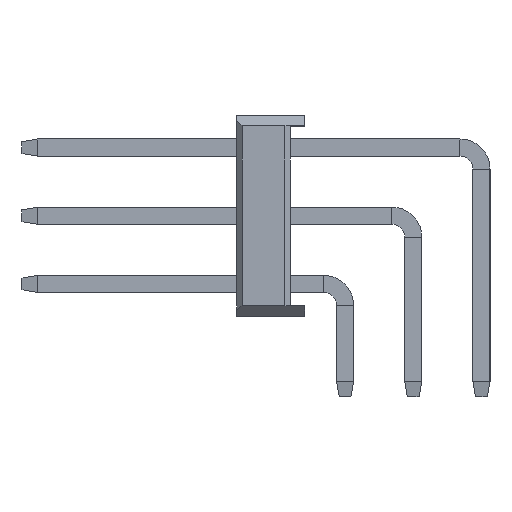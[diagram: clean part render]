
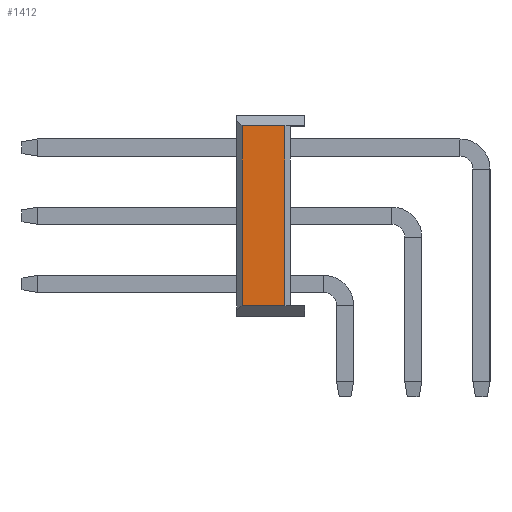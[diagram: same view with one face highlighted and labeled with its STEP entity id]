
A CAD part, left-side view. The second image highlights one B-rep face of the part: STEP entity #1412.
In plain terms, the highlighted planar face has unit normal (-1, 0, 0).
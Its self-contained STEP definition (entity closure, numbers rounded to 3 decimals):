
#252 = VERTEX_POINT ( 'NONE', #24237 ) ;
#928 = AXIS2_PLACEMENT_3D ( 'NONE', #14887, #22407, #9245 ) ;
#1412 = ADVANCED_FACE ( 'NONE', ( #3652 ), #5427, .F. ) ;
#1593 = CARTESIAN_POINT ( 'NONE',  ( -1.27, 0.74, -3.35 ) ) ;
#1983 = CARTESIAN_POINT ( 'NONE',  ( -1.27, 2.34, 3.35 ) ) ;
#2091 = VERTEX_POINT ( 'NONE', #10632 ) ;
#2487 = CARTESIAN_POINT ( 'NONE',  ( -1.27, 2.34, -3.35 ) ) ;
#3652 = FACE_OUTER_BOUND ( 'NONE', #16953, .T. ) ;
#4401 = DIRECTION ( 'NONE',  ( 0., 0., -1. ) ) ;
#4854 = LINE ( 'NONE', #4859, #24406 ) ;
#4859 = CARTESIAN_POINT ( 'NONE',  ( -1.27, 2.54, -3.35 ) ) ;
#4996 = CARTESIAN_POINT ( 'NONE',  ( -1.27, 0.74, 3.35 ) ) ;
#5427 = PLANE ( 'NONE',  #928 ) ;
#6916 = DIRECTION ( 'NONE',  ( 0., 0., -1. ) ) ;
#7818 = ORIENTED_EDGE ( 'NONE', *, *, #13747, .F. ) ;
#9245 = DIRECTION ( 'NONE',  ( 0., 0., -1. ) ) ;
#10188 = ORIENTED_EDGE ( 'NONE', *, *, #19349, .T. ) ;
#10632 = CARTESIAN_POINT ( 'NONE',  ( -1.27, 0.74, 3.35 ) ) ;
#12151 = VERTEX_POINT ( 'NONE', #1593 ) ;
#12514 = VECTOR ( 'NONE', #6916, 1000. ) ;
#13747 = EDGE_CURVE ( 'NONE', #2091, #12151, #17617, .T. ) ;
#13853 = DIRECTION ( 'NONE',  ( 0., -1., 0. ) ) ;
#14612 = ORIENTED_EDGE ( 'NONE', *, *, #17114, .T. ) ;
#14887 = CARTESIAN_POINT ( 'NONE',  ( -1.27, 2.54, -3.35 ) ) ;
#15654 = VERTEX_POINT ( 'NONE', #1983 ) ;
#15780 = CARTESIAN_POINT ( 'NONE',  ( -1.27, 2.54, 3.35 ) ) ;
#16233 = VECTOR ( 'NONE', #13853, 1000. ) ;
#16953 = EDGE_LOOP ( 'NONE', ( #17628, #14612, #10188, #7818 ) ) ;
#17114 = EDGE_CURVE ( 'NONE', #15654, #252, #18050, .T. ) ;
#17617 = LINE ( 'NONE', #4996, #12514 ) ;
#17628 = ORIENTED_EDGE ( 'NONE', *, *, #22592, .F. ) ;
#18050 = LINE ( 'NONE', #2487, #22466 ) ;
#18164 = DIRECTION ( 'NONE',  ( 0., -1., 0. ) ) ;
#19349 = EDGE_CURVE ( 'NONE', #252, #12151, #4854, .T. ) ;
#22407 = DIRECTION ( 'NONE',  ( 1., 0., 0. ) ) ;
#22427 = LINE ( 'NONE', #15780, #16233 ) ;
#22466 = VECTOR ( 'NONE', #4401, 1000. ) ;
#22592 = EDGE_CURVE ( 'NONE', #15654, #2091, #22427, .T. ) ;
#24237 = CARTESIAN_POINT ( 'NONE',  ( -1.27, 2.34, -3.35 ) ) ;
#24406 = VECTOR ( 'NONE', #18164, 1000. ) ;
